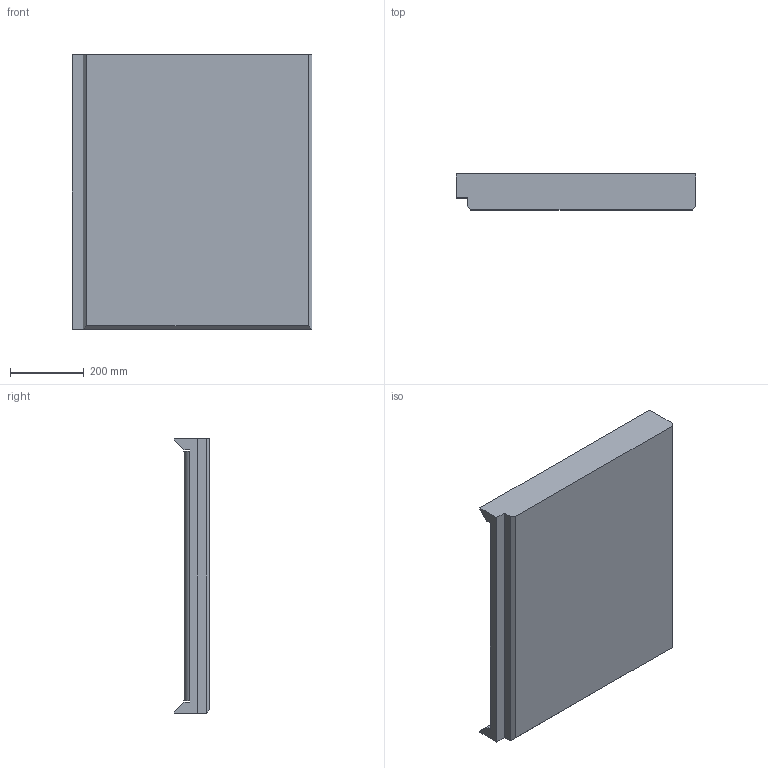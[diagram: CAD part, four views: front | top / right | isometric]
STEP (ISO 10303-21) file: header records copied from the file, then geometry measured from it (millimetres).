
FILE_DESCRIPTION(/* description */ (''),/* implementation_level */ '2;1');
FILE_NAME(/* name */ 'MIG - Rouleaux.stp',/* time_stamp */ '2025-02-28T13:42:07+01:00',/* author */ ('Benjamin.FOLTZER'),/* organization */ (''),/* preprocessor_version */ 'ST-DEVELOPER v20',/* originating_system */ 'Autodesk Inventor 2024',/* authorisation */ '');
FILE_SCHEMA (('AUTOMOTIVE_DESIGN { 1 0 10303 214 3 1 1 }'));
Length unit declared in the file: millimetre
Products named in the file (1): MIG - Rouleaux
Bounding box: 648.86 x 96.5 x 743 mm (x, y, z)
Volume: 30908456.9 mm3; surface area: 1296658.4 mm2
Topology: 1 solids, 1 shells, 50 faces, 111 edges, 72 vertices
Faces by surface type: plane 39, cylinder 11
Entity records: 1525 total; most frequent: DIRECTION 235, CARTESIAN_POINT 234, ORIENTED_EDGE 222, EDGE_CURVE 111, LINE 89, VECTOR 89, AXIS2_PLACEMENT_3D 73, VERTEX_POINT 72
